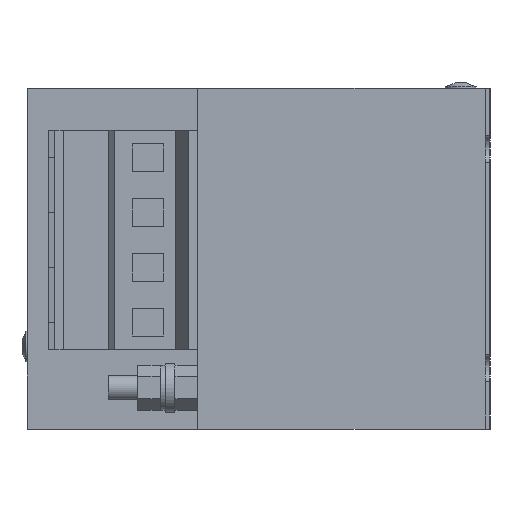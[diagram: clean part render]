
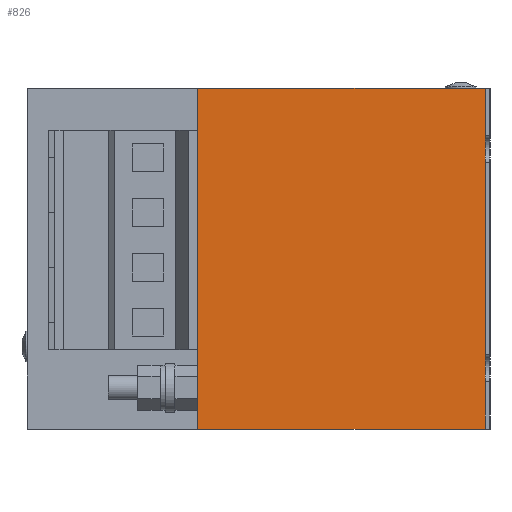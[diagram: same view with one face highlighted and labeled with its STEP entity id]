
A CAD part, left-side view. The second image highlights one B-rep face of the part: STEP entity #826.
In plain terms, the highlighted planar face has unit normal (-1, 0, 0).
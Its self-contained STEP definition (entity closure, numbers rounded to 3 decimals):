
#341 = ORIENTED_EDGE ( 'NONE', *, *, #4914, .T. ) ;
#553 = PLANE ( 'NONE',  #986 ) ;
#673 = VERTEX_POINT ( 'NONE', #4149 ) ;
#826 = ADVANCED_FACE ( 'NONE', ( #7460 ), #553, .T. ) ;
#986 = AXIS2_PLACEMENT_3D ( 'NONE', #2848, #1772, #2197 ) ;
#997 = VECTOR ( 'NONE', #4635, 1000. ) ;
#1164 = LINE ( 'NONE', #5744, #3627 ) ;
#1287 = DIRECTION ( 'NONE',  ( 0., 0., -1. ) ) ;
#1327 = ORIENTED_EDGE ( 'NONE', *, *, #6291, .F. ) ;
#1713 = CARTESIAN_POINT ( 'NONE',  ( -120., 0., -34.5 ) ) ;
#1772 = DIRECTION ( 'NONE',  ( -1., 0., 0. ) ) ;
#2197 = DIRECTION ( 'NONE',  ( 0., -1., 0. ) ) ;
#2198 = CARTESIAN_POINT ( 'NONE',  ( -120., 59., 35.5 ) ) ;
#2680 = ORIENTED_EDGE ( 'NONE', *, *, #7493, .T. ) ;
#2812 = VECTOR ( 'NONE', #4048, 1000. ) ;
#2848 = CARTESIAN_POINT ( 'NONE',  ( -120., 59., -34.5 ) ) ;
#3491 = VERTEX_POINT ( 'NONE', #4815 ) ;
#3627 = VECTOR ( 'NONE', #4564, 1000. ) ;
#3776 = EDGE_LOOP ( 'NONE', ( #4002, #341, #1327, #2680 ) ) ;
#3950 = EDGE_CURVE ( 'NONE', #5639, #7275, #7092, .T. ) ;
#4002 = ORIENTED_EDGE ( 'NONE', *, *, #3950, .T. ) ;
#4048 = DIRECTION ( 'NONE',  ( 0., -1., 0. ) ) ;
#4149 = CARTESIAN_POINT ( 'NONE',  ( -120., 0., -34.5 ) ) ;
#4564 = DIRECTION ( 'NONE',  ( 0., 1., 0. ) ) ;
#4635 = DIRECTION ( 'NONE',  ( 0., 0., -1. ) ) ;
#4815 = CARTESIAN_POINT ( 'NONE',  ( -120., 0., 35.5 ) ) ;
#4871 = CARTESIAN_POINT ( 'NONE',  ( -120., 59., -34.5 ) ) ;
#4914 = EDGE_CURVE ( 'NONE', #7275, #673, #6979, .T. ) ;
#5094 = CARTESIAN_POINT ( 'NONE',  ( -120., 0., -34.5 ) ) ;
#5173 = LINE ( 'NONE', #5094, #997 ) ;
#5639 = VERTEX_POINT ( 'NONE', #2198 ) ;
#5744 = CARTESIAN_POINT ( 'NONE',  ( -120., 59., 35.5 ) ) ;
#5962 = VECTOR ( 'NONE', #1287, 1000. ) ;
#6054 = CARTESIAN_POINT ( 'NONE',  ( -120., 59., -34.5 ) ) ;
#6291 = EDGE_CURVE ( 'NONE', #3491, #673, #5173, .T. ) ;
#6979 = LINE ( 'NONE', #1713, #2812 ) ;
#7092 = LINE ( 'NONE', #6054, #5962 ) ;
#7275 = VERTEX_POINT ( 'NONE', #4871 ) ;
#7460 = FACE_OUTER_BOUND ( 'NONE', #3776, .T. ) ;
#7493 = EDGE_CURVE ( 'NONE', #3491, #5639, #1164, .T. ) ;
